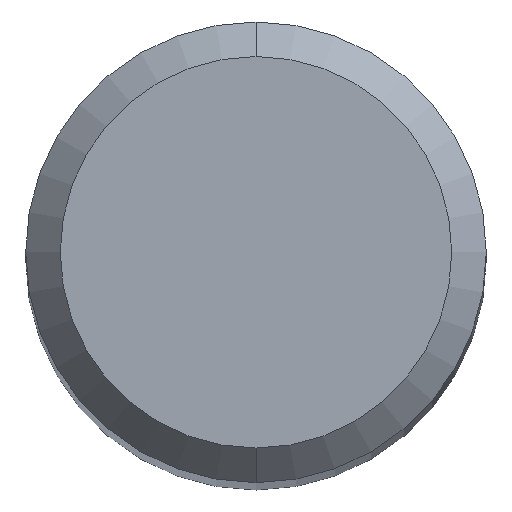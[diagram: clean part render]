
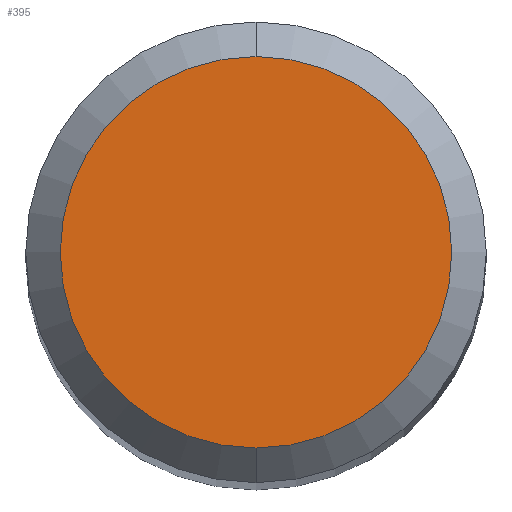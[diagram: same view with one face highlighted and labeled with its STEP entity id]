
A CAD part, top view. The second image highlights one B-rep face of the part: STEP entity #395.
In plain terms, the highlighted planar face has unit normal (0, 0, 1).
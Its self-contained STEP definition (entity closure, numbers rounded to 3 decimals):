
#385=EDGE_CURVE('',#883,#523,#1006,.T.);
#395=ADVANCED_FACE('',(#1017),#1018,.T.);
#427=EDGE_CURVE('',#523,#883,#1052,.T.);
#523=VERTEX_POINT('',#1152);
#883=VERTEX_POINT('',#1547);
#1006=CIRCLE('',#1812,1.7);
#1017=FACE_OUTER_BOUND('',#1838,.T.);
#1018=PLANE('',#1839);
#1052=CIRCLE('',#1902,1.7);
#1152=CARTESIAN_POINT('',(0.0,1.7,0.0));
#1547=CARTESIAN_POINT('',(0.,-1.7,0.0));
#1812=AXIS2_PLACEMENT_3D('',#5809,#5810,#5811);
#1838=EDGE_LOOP('',(#5824,#5825));
#1839=AXIS2_PLACEMENT_3D('',#5826,#5827,#5828);
#1902=AXIS2_PLACEMENT_3D('',#5875,#5876,#5877);
#5809=CARTESIAN_POINT('',(0.0,0.0,0.0));
#5810=DIRECTION('',(0.0,0.0,-1.0));
#5811=DIRECTION('',(0.0,1.0,0.0));
#5824=ORIENTED_EDGE('',*,*,#427,.F.);
#5825=ORIENTED_EDGE('',*,*,#385,.F.);
#5826=CARTESIAN_POINT('',(0.0,0.85,0.0));
#5827=DIRECTION('',(-0.0,0.0,1.0));
#5828=DIRECTION('',(0.0,-1.0,0.0));
#5875=CARTESIAN_POINT('',(0.0,0.0,0.0));
#5876=DIRECTION('',(0.0,0.0,-1.0));
#5877=DIRECTION('',(0.0,1.0,0.0));
